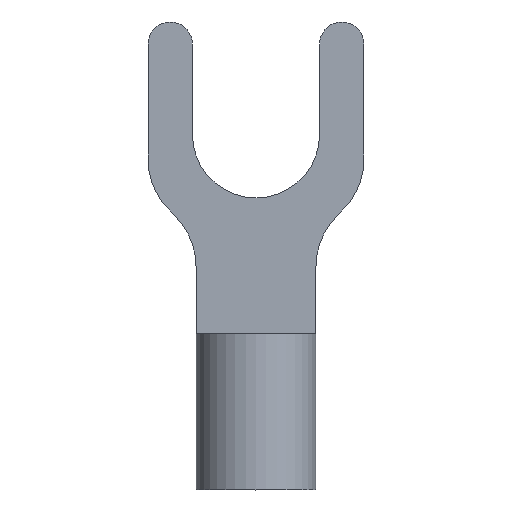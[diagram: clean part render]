
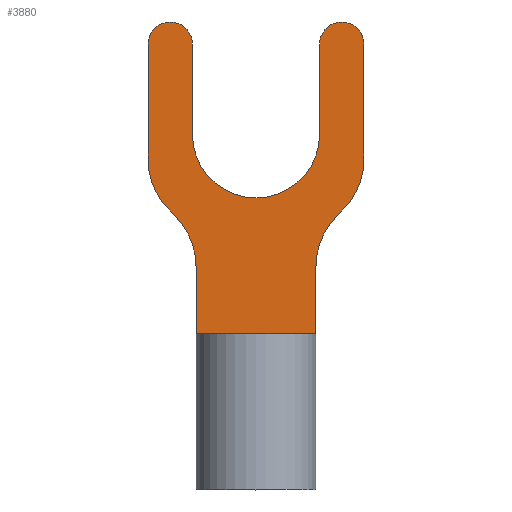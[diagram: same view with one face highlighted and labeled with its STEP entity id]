
A CAD part, top view. The second image highlights one B-rep face of the part: STEP entity #3880.
In plain terms, the highlighted face is planar.
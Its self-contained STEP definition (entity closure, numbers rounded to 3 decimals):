
#60=CARTESIAN_POINT('',(34.,52.5,-1.));
#70=DIRECTION('',(1.,0.,0.));
#80=VECTOR('',#70,1.);
#90=LINE('',#60,#80);
#100=CARTESIAN_POINT('',(34.925,52.5,-1.));
#110=VERTEX_POINT('',#100);
#120=CARTESIAN_POINT('',(39.71,52.5,-1.));
#130=VERTEX_POINT('',#120);
#140=EDGE_CURVE('',#110,#130,#90,.T.);
#460=CARTESIAN_POINT('',(38.68,57.,-1.));
#470=DIRECTION('',(0.,0.,-1.));
#480=DIRECTION('',(1.,0.,0.));
#490=AXIS2_PLACEMENT_3D('',#460,#470,#480);
#500=CIRCLE('',#490,2.65);
#510=CARTESIAN_POINT('',(38.68,59.65,-1.));
#520=VERTEX_POINT('',#510);
#530=CARTESIAN_POINT('',(38.68,54.35,-1.));
#540=VERTEX_POINT('',#530);
#550=EDGE_CURVE('',#520,#540,#500,.T.);
#2210=CARTESIAN_POINT('',(42.074,53.621,-1.));
#2220=VERTEX_POINT('',#2210);
#2250=CARTESIAN_POINT('',(40.953,52.5,-1.));
#2260=DIRECTION('',(0.707,0.707,0.));
#2270=VECTOR('',#2260,1.);
#2280=LINE('',#2250,#2270);
#2290=CARTESIAN_POINT('',(41.831,53.379,-1.));
#2300=VERTEX_POINT('',#2290);
#2310=EDGE_CURVE('',#2300,#2220,#2280,.T.);
#2470=CARTESIAN_POINT('',(39.71,55.5,-1.));
#2480=DIRECTION('',(0.,0.,-1.));
#2490=DIRECTION('',(1.,0.,0.));
#2500=AXIS2_PLACEMENT_3D('',#2470,#2480,#2490);
#2510=CIRCLE('',#2500,3.);
#2520=EDGE_CURVE('',#2300,#130,#2510,.T.);
#2600=CARTESIAN_POINT('',(0.,114.,-1.));
#2610=DIRECTION('',(0.,0.,-1.));
#2620=DIRECTION('',(1.,0.,0.));
#2630=AXIS2_PLACEMENT_3D('',#2600,#2610,#2620);
#2640=PLANE('',#2630);
#2650=CARTESIAN_POINT('',(34.925,53.425,-1.));
#2660=DIRECTION('',(0.,0.,-1.));
#2670=DIRECTION('',(1.,0.,0.));
#2680=AXIS2_PLACEMENT_3D('',#2650,#2660,#2670);
#2690=CIRCLE('',#2680,0.925);
#2700=CARTESIAN_POINT('',(34.925,54.35,-1.));
#2710=VERTEX_POINT('',#2700);
#2720=EDGE_CURVE('',#110,#2710,#2690,.T.);
#2730=ORIENTED_EDGE('',*,*,#2720,.T.);
#2740=ORIENTED_EDGE('',*,*,#140,.F.);
#2750=ORIENTED_EDGE('',*,*,#2520,.T.);
#2760=ORIENTED_EDGE('',*,*,#2310,.F.);
#2770=CARTESIAN_POINT('',(44.195,51.5,-1.));
#2780=DIRECTION('',(0.,-0.,1.));
#2790=DIRECTION('',(-1.,0.,0.));
#2800=AXIS2_PLACEMENT_3D('',#2770,#2780,#2790);
#2810=CIRCLE('',#2800,3.);
#2820=CARTESIAN_POINT('',(44.195,54.5,-1.));
#2830=VERTEX_POINT('',#2820);
#2840=EDGE_CURVE('',#2830,#2220,#2810,.T.);
#2850=ORIENTED_EDGE('',*,*,#2840,.T.);
#2860=CARTESIAN_POINT('',(47.,54.5,-1.));
#2870=DIRECTION('',(-1.,0.,0.));
#2880=VECTOR('',#2870,1.);
#2890=LINE('',#2860,#2880);
#2900=CARTESIAN_POINT('',(47.,54.5,-1.));
#2910=VERTEX_POINT('',#2900);
#2920=EDGE_CURVE('',#2910,#2830,#2890,.T.);
#2930=ORIENTED_EDGE('',*,*,#2920,.T.);
#2940=CARTESIAN_POINT('',(47.,54.5,-1.));
#2950=DIRECTION('',(0.,1.,0.));
#2960=VECTOR('',#2950,1.);
#2970=LINE('',#2940,#2960);
#2980=CARTESIAN_POINT('',(47.,55.,-1.));
#2990=VERTEX_POINT('',#2980);
#3000=EDGE_CURVE('',#2910,#2990,#2970,.T.);
#3010=ORIENTED_EDGE('',*,*,#3000,.F.);
#3020=CARTESIAN_POINT('',(47.,0.,-1.));
#3030=DIRECTION('',(0.,-1.,0.));
#3040=VECTOR('',#3030,1.);
#3050=LINE('',#3020,#3040);
#3060=CARTESIAN_POINT('',(47.,56.005,-1.));
#3070=VERTEX_POINT('',#3060);
#3080=EDGE_CURVE('',#3070,#2990,#3050,.T.);
#3090=ORIENTED_EDGE('',*,*,#3080,.T.);
#3100=CARTESIAN_POINT('',(47.,57.995,-1.));
#3110=VERTEX_POINT('',#3100);
#3120=EDGE_CURVE('',#3070,#3110,#2970,.T.);
#3130=ORIENTED_EDGE('',*,*,#3120,.F.);
#3140=CARTESIAN_POINT('',(47.,59.,-1.));
#3150=VERTEX_POINT('',#3140);
#3160=EDGE_CURVE('',#3150,#3110,#3050,.T.);
#3170=ORIENTED_EDGE('',*,*,#3160,.T.);
#3180=CARTESIAN_POINT('',(47.,59.5,-1.));
#3190=VERTEX_POINT('',#3180);
#3200=EDGE_CURVE('',#3150,#3190,#2970,.T.);
#3210=ORIENTED_EDGE('',*,*,#3200,.F.);
#3220=CARTESIAN_POINT('',(47.,59.5,-1.));
#3230=DIRECTION('',(-1.,0.,0.));
#3240=VECTOR('',#3230,1.);
#3250=LINE('',#3220,#3240);
#3260=CARTESIAN_POINT('',(44.195,59.5,-1.));
#3270=VERTEX_POINT('',#3260);
#3280=EDGE_CURVE('',#3190,#3270,#3250,.T.);
#3290=ORIENTED_EDGE('',*,*,#3280,.F.);
#3300=CARTESIAN_POINT('',(44.195,62.5,-1.));
#3310=DIRECTION('',(-0.,0.,-1.));
#3320=DIRECTION('',(-1.,0.,0.));
#3330=AXIS2_PLACEMENT_3D('',#3300,#3310,#3320);
#3340=CIRCLE('',#3330,3.);
#3350=CARTESIAN_POINT('',(42.074,60.379,-1.));
#3360=VERTEX_POINT('',#3350);
#3370=EDGE_CURVE('',#3270,#3360,#3340,.T.);
#3380=ORIENTED_EDGE('',*,*,#3370,.F.);
#3390=CARTESIAN_POINT('',(40.953,61.5,-1.));
#3400=DIRECTION('',(0.707,-0.707,0.));
#3410=VECTOR('',#3400,1.);
#3420=LINE('',#3390,#3410);
#3430=CARTESIAN_POINT('',(41.831,60.621,-1.));
#3440=VERTEX_POINT('',#3430);
#3450=EDGE_CURVE('',#3440,#3360,#3420,.T.);
#3460=ORIENTED_EDGE('',*,*,#3450,.T.);
#3470=CARTESIAN_POINT('',(39.71,58.5,-1.));
#3480=DIRECTION('',(0.,0.,1.));
#3490=DIRECTION('',(1.,0.,-0.));
#3500=AXIS2_PLACEMENT_3D('',#3470,#3480,#3490);
#3510=CIRCLE('',#3500,3.);
#3520=CARTESIAN_POINT('',(39.71,61.5,-1.));
#3530=VERTEX_POINT('',#3520);
#3540=EDGE_CURVE('',#3440,#3530,#3510,.T.);
#3550=ORIENTED_EDGE('',*,*,#3540,.F.);
#3560=CARTESIAN_POINT('',(34.,61.5,-1.));
#3570=DIRECTION('',(1.,0.,0.));
#3580=VECTOR('',#3570,1.);
#3590=LINE('',#3560,#3580);
#3600=CARTESIAN_POINT('',(34.925,61.5,-1.));
#3610=VERTEX_POINT('',#3600);
#3620=EDGE_CURVE('',#3610,#3530,#3590,.T.);
#3630=ORIENTED_EDGE('',*,*,#3620,.T.);
#3640=CARTESIAN_POINT('',(34.925,60.575,-1.));
#3650=DIRECTION('',(0.,0.,1.));
#3660=DIRECTION('',(1.,0.,0.));
#3670=AXIS2_PLACEMENT_3D('',#3640,#3650,#3660);
#3680=CIRCLE('',#3670,0.925);
#3690=CARTESIAN_POINT('',(34.925,59.65,-1.));
#3700=VERTEX_POINT('',#3690);
#3710=EDGE_CURVE('',#3610,#3700,#3680,.T.);
#3720=ORIENTED_EDGE('',*,*,#3710,.F.);
#3730=CARTESIAN_POINT('',(34.,59.65,-1.));
#3740=DIRECTION('',(1.,0.,0.));
#3750=VECTOR('',#3740,1.);
#3760=LINE('',#3730,#3750);
#3770=EDGE_CURVE('',#3700,#520,#3760,.T.);
#3780=ORIENTED_EDGE('',*,*,#3770,.F.);
#3790=ORIENTED_EDGE('',*,*,#550,.F.);
#3800=CARTESIAN_POINT('',(34.,54.35,-1.));
#3810=DIRECTION('',(1.,0.,0.));
#3820=VECTOR('',#3810,1.);
#3830=LINE('',#3800,#3820);
#3840=EDGE_CURVE('',#2710,#540,#3830,.T.);
#3850=ORIENTED_EDGE('',*,*,#3840,.T.);
#3860=EDGE_LOOP('',(#3850,#3790,#3780,#3720,#3630,#3550,#3460,#3380,
#3290,#3210,#3170,#3130,#3090,#3010,#2930,#2850,#2760,#2750,#2740,#2730)
);
#3870=FACE_OUTER_BOUND('',#3860,.T.);
#3880=ADVANCED_FACE('',(#3870),#2640,.T.);
